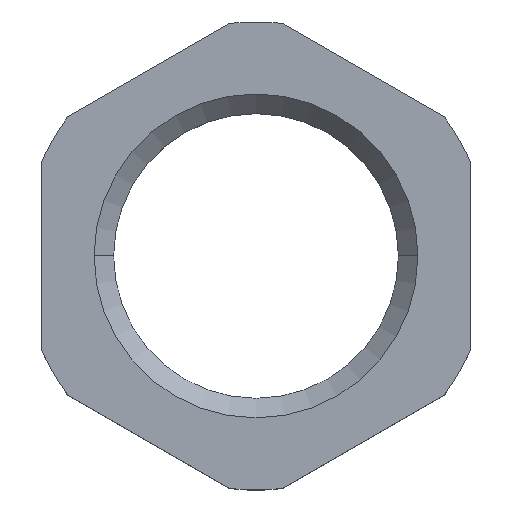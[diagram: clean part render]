
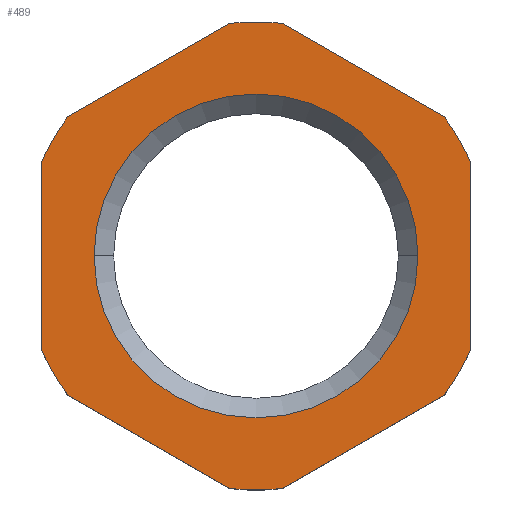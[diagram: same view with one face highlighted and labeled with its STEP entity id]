
A CAD part, top view. The second image highlights one B-rep face of the part: STEP entity #489.
In plain terms, the highlighted planar face has unit normal (0, 0, 1).
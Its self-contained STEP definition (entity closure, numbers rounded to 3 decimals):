
#1 = CIRCLE ( 'NONE', #117, 12. ) ;
#5 = CARTESIAN_POINT ( 'NONE',  ( -9.653, -7.128, 5. ) ) ;
#6 = CARTESIAN_POINT ( 'NONE',  ( -11., 4.796, 5. ) ) ;
#10 = CARTESIAN_POINT ( 'NONE',  ( 0., 0., 5. ) ) ;
#12 = CIRCLE ( 'NONE', #324, 8.3 ) ;
#20 = CARTESIAN_POINT ( 'NONE',  ( -9.653, -7.128, 5. ) ) ;
#25 = VERTEX_POINT ( 'NONE', #332 ) ;
#27 = LINE ( 'NONE', #20, #635 ) ;
#35 = CARTESIAN_POINT ( 'NONE',  ( -1.347, -11.924, 5. ) ) ;
#37 = CARTESIAN_POINT ( 'NONE',  ( 0., 0., 5. ) ) ;
#40 = EDGE_CURVE ( 'NONE', #516, #208, #644, .T. ) ;
#42 = EDGE_CURVE ( 'NONE', #208, #251, #484, .T. ) ;
#50 = VERTEX_POINT ( 'NONE', #377 ) ;
#58 = VERTEX_POINT ( 'NONE', #6 ) ;
#83 = VERTEX_POINT ( 'NONE', #109 ) ;
#85 = CARTESIAN_POINT ( 'NONE',  ( -1.347, 11.924, 5. ) ) ;
#95 = CARTESIAN_POINT ( 'NONE',  ( 0., 0., 5. ) ) ;
#98 = DIRECTION ( 'NONE',  ( 1., 0., 0. ) ) ;
#107 = ORIENTED_EDGE ( 'NONE', *, *, #371, .T. ) ;
#109 = CARTESIAN_POINT ( 'NONE',  ( 9.653, 7.128, 5. ) ) ;
#113 = VERTEX_POINT ( 'NONE', #5 ) ;
#116 = CARTESIAN_POINT ( 'NONE',  ( 1.347, -11.924, 5. ) ) ;
#117 = AXIS2_PLACEMENT_3D ( 'NONE', #442, #614, #137 ) ;
#129 = VECTOR ( 'NONE', #488, 1000. ) ;
#133 = CARTESIAN_POINT ( 'NONE',  ( 8.3, 0., 5. ) ) ;
#136 = CARTESIAN_POINT ( 'NONE',  ( -9.653, 7.128, 5. ) ) ;
#137 = DIRECTION ( 'NONE',  ( 1., 0., 0. ) ) ;
#139 = CARTESIAN_POINT ( 'NONE',  ( 9.653, -7.128, 5. ) ) ;
#140 = DIRECTION ( 'NONE',  ( 1., 0., 0. ) ) ;
#143 = AXIS2_PLACEMENT_3D ( 'NONE', #421, #642, #162 ) ;
#156 = CARTESIAN_POINT ( 'NONE',  ( 1.347, 11.924, 5. ) ) ;
#158 = ORIENTED_EDGE ( 'NONE', *, *, #366, .T. ) ;
#159 = DIRECTION ( 'NONE',  ( 0.866, 0.5, 0. ) ) ;
#162 = DIRECTION ( 'NONE',  ( 1., 0., 0. ) ) ;
#166 = EDGE_CURVE ( 'NONE', #58, #50, #550, .T. ) ;
#172 = ORIENTED_EDGE ( 'NONE', *, *, #166, .T. ) ;
#173 = EDGE_CURVE ( 'NONE', #365, #354, #12, .T. ) ;
#176 = DIRECTION ( 'NONE',  ( 0., 0., 1. ) ) ;
#182 = DIRECTION ( 'NONE',  ( 1., 0., 0. ) ) ;
#184 = VERTEX_POINT ( 'NONE', #139 ) ;
#196 = ORIENTED_EDGE ( 'NONE', *, *, #539, .T. ) ;
#202 = DIRECTION ( 'NONE',  ( 0., 1., 0. ) ) ;
#207 = FACE_BOUND ( 'NONE', #579, .T. ) ;
#208 = VERTEX_POINT ( 'NONE', #85 ) ;
#215 = CIRCLE ( 'NONE', #572, 12. ) ;
#230 = CARTESIAN_POINT ( 'NONE',  ( -1.347, 11.924, 5. ) ) ;
#234 = CARTESIAN_POINT ( 'NONE',  ( 0., 0., 5. ) ) ;
#237 = DIRECTION ( 'NONE',  ( -0.866, 0.5, 0. ) ) ;
#242 = CARTESIAN_POINT ( 'NONE',  ( -11., 4.796, 5. ) ) ;
#251 = VERTEX_POINT ( 'NONE', #136 ) ;
#259 = CARTESIAN_POINT ( 'NONE',  ( 0., 0., 5. ) ) ;
#267 = EDGE_CURVE ( 'NONE', #83, #516, #617, .T. ) ;
#275 = AXIS2_PLACEMENT_3D ( 'NONE', #259, #468, #140 ) ;
#288 = AXIS2_PLACEMENT_3D ( 'NONE', #10, #176, #528 ) ;
#292 = EDGE_LOOP ( 'NONE', ( #196, #321, #417, #407, #360, #531, #652, #172, #107, #158, #426, #681 ) ) ;
#297 = CARTESIAN_POINT ( 'NONE',  ( 0., 0., 5. ) ) ;
#309 = ORIENTED_EDGE ( 'NONE', *, *, #334, .T. ) ;
#313 = AXIS2_PLACEMENT_3D ( 'NONE', #95, #625, #521 ) ;
#314 = VECTOR ( 'NONE', #456, 1000. ) ;
#317 = CARTESIAN_POINT ( 'NONE',  ( 0., 0., 5. ) ) ;
#321 = ORIENTED_EDGE ( 'NONE', *, *, #376, .T. ) ;
#324 = AXIS2_PLACEMENT_3D ( 'NONE', #234, #438, #182 ) ;
#331 = AXIS2_PLACEMENT_3D ( 'NONE', #37, #470, #98 ) ;
#332 = CARTESIAN_POINT ( 'NONE',  ( 1.347, -11.924, 5. ) ) ;
#334 = EDGE_CURVE ( 'NONE', #354, #365, #479, .T. ) ;
#343 = CARTESIAN_POINT ( 'NONE',  ( -8.3, 0., 5. ) ) ;
#352 = ORIENTED_EDGE ( 'NONE', *, *, #173, .T. ) ;
#354 = VERTEX_POINT ( 'NONE', #133 ) ;
#358 = VECTOR ( 'NONE', #159, 1000. ) ;
#359 = VECTOR ( 'NONE', #237, 1000. ) ;
#360 = ORIENTED_EDGE ( 'NONE', *, *, #40, .T. ) ;
#365 = VERTEX_POINT ( 'NONE', #343 ) ;
#366 = EDGE_CURVE ( 'NONE', #113, #431, #27, .T. ) ;
#370 = CIRCLE ( 'NONE', #288, 12. ) ;
#371 = EDGE_CURVE ( 'NONE', #50, #113, #1, .T. ) ;
#376 = EDGE_CURVE ( 'NONE', #623, #389, #452, .T. ) ;
#377 = CARTESIAN_POINT ( 'NONE',  ( -11., -4.796, 5. ) ) ;
#388 = CARTESIAN_POINT ( 'NONE',  ( 11., 4.796, 5. ) ) ;
#389 = VERTEX_POINT ( 'NONE', #388 ) ;
#407 = ORIENTED_EDGE ( 'NONE', *, *, #267, .T. ) ;
#417 = ORIENTED_EDGE ( 'NONE', *, *, #493, .T. ) ;
#421 = CARTESIAN_POINT ( 'NONE',  ( 0., 0., 5. ) ) ;
#426 = ORIENTED_EDGE ( 'NONE', *, *, #620, .T. ) ;
#431 = VERTEX_POINT ( 'NONE', #35 ) ;
#438 = DIRECTION ( 'NONE',  ( 0., 0., -1. ) ) ;
#442 = CARTESIAN_POINT ( 'NONE',  ( 0., 0., 5. ) ) ;
#449 = CIRCLE ( 'NONE', #313, 12. ) ;
#452 = LINE ( 'NONE', #457, #475 ) ;
#456 = DIRECTION ( 'NONE',  ( 0., -1., 0. ) ) ;
#457 = CARTESIAN_POINT ( 'NONE',  ( 11., -4.796, 5. ) ) ;
#464 = CIRCLE ( 'NONE', #275, 12. ) ;
#465 = DIRECTION ( 'NONE',  ( 1., 0., 0. ) ) ;
#468 = DIRECTION ( 'NONE',  ( 0., 0., 1. ) ) ;
#470 = DIRECTION ( 'NONE',  ( 0., 0., 1. ) ) ;
#475 = VECTOR ( 'NONE', #202, 1000. ) ;
#479 = CIRCLE ( 'NONE', #655, 8.3 ) ;
#484 = LINE ( 'NONE', #230, #129 ) ;
#488 = DIRECTION ( 'NONE',  ( -0.866, -0.5, 0. ) ) ;
#489 = ADVANCED_FACE ( 'NONE', ( #207, #569 ), #680, .T. ) ;
#493 = EDGE_CURVE ( 'NONE', #389, #83, #449, .T. ) ;
#499 = DIRECTION ( 'NONE',  ( 0., 0., -1. ) ) ;
#516 = VERTEX_POINT ( 'NONE', #156 ) ;
#521 = DIRECTION ( 'NONE',  ( 1., 0., 0. ) ) ;
#528 = DIRECTION ( 'NONE',  ( 1., 0., 0. ) ) ;
#531 = ORIENTED_EDGE ( 'NONE', *, *, #42, .T. ) ;
#539 = EDGE_CURVE ( 'NONE', #184, #623, #215, .T. ) ;
#545 = CARTESIAN_POINT ( 'NONE',  ( 9.653, 7.128, 5. ) ) ;
#550 = LINE ( 'NONE', #242, #314 ) ;
#555 = DIRECTION ( 'NONE',  ( 0.866, -0.5, 0. ) ) ;
#569 = FACE_OUTER_BOUND ( 'NONE', #292, .T. ) ;
#572 = AXIS2_PLACEMENT_3D ( 'NONE', #317, #637, #465 ) ;
#575 = EDGE_CURVE ( 'NONE', #251, #58, #464, .T. ) ;
#579 = EDGE_LOOP ( 'NONE', ( #309, #352 ) ) ;
#583 = LINE ( 'NONE', #116, #358 ) ;
#597 = DIRECTION ( 'NONE',  ( 1., 0., 0. ) ) ;
#612 = EDGE_CURVE ( 'NONE', #25, #184, #583, .T. ) ;
#614 = DIRECTION ( 'NONE',  ( 0., 0., 1. ) ) ;
#617 = LINE ( 'NONE', #545, #359 ) ;
#620 = EDGE_CURVE ( 'NONE', #431, #25, #370, .T. ) ;
#623 = VERTEX_POINT ( 'NONE', #640 ) ;
#625 = DIRECTION ( 'NONE',  ( 0., 0., 1. ) ) ;
#635 = VECTOR ( 'NONE', #555, 1000. ) ;
#637 = DIRECTION ( 'NONE',  ( 0., 0., 1. ) ) ;
#640 = CARTESIAN_POINT ( 'NONE',  ( 11., -4.796, 5. ) ) ;
#642 = DIRECTION ( 'NONE',  ( 0., 0., 1. ) ) ;
#644 = CIRCLE ( 'NONE', #143, 12. ) ;
#652 = ORIENTED_EDGE ( 'NONE', *, *, #575, .T. ) ;
#655 = AXIS2_PLACEMENT_3D ( 'NONE', #297, #499, #597 ) ;
#680 = PLANE ( 'NONE',  #331 ) ;
#681 = ORIENTED_EDGE ( 'NONE', *, *, #612, .T. ) ;
